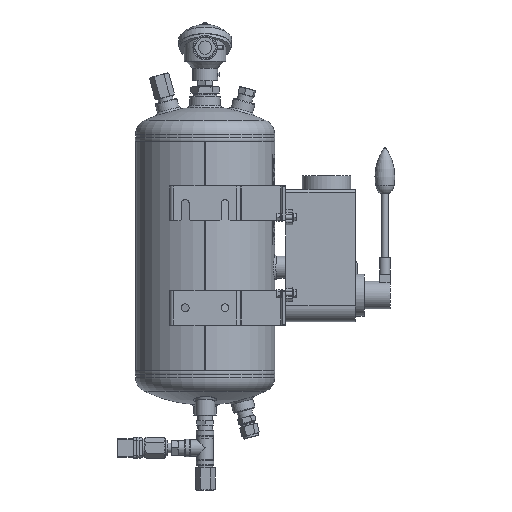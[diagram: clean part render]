
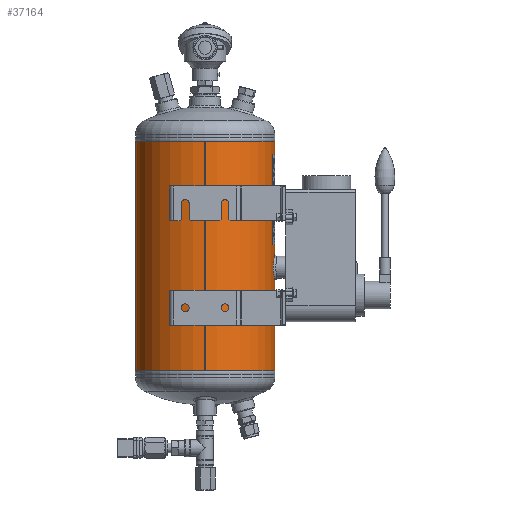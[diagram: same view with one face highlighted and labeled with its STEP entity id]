
A CAD part, left-side view. The second image highlights one B-rep face of the part: STEP entity #37164.
In plain terms, the highlighted cylindrical face has radius 100 mm (diameter 200 mm), a partial arc.
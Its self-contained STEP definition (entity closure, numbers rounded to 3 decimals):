
#2474=LINE('',#59024,#4848);
#2475=LINE('',#59029,#4849);
#2476=LINE('',#59033,#4850);
#2477=LINE('',#59037,#4851);
#4848=VECTOR('',#49607,1000.);
#4849=VECTOR('',#49610,1000.);
#4850=VECTOR('',#49613,1000.);
#4851=VECTOR('',#49616,1000.);
#7222=CIRCLE('',#46119,100.);
#7223=CIRCLE('',#46120,100.);
#7224=CIRCLE('',#46121,100.);
#7225=CIRCLE('',#46122,100.);
#8391=ORIENTED_EDGE('',*,*,#19237,.T.);
#8392=ORIENTED_EDGE('',*,*,#19238,.T.);
#8393=ORIENTED_EDGE('',*,*,#19239,.T.);
#8394=ORIENTED_EDGE('',*,*,#19240,.F.);
#8395=ORIENTED_EDGE('',*,*,#19241,.F.);
#8396=ORIENTED_EDGE('',*,*,#19242,.F.);
#8397=ORIENTED_EDGE('',*,*,#19243,.F.);
#8398=ORIENTED_EDGE('',*,*,#19244,.T.);
#8399=ORIENTED_EDGE('',*,*,#19245,.T.);
#8400=ORIENTED_EDGE('',*,*,#19246,.F.);
#8401=ORIENTED_EDGE('',*,*,#19247,.F.);
#19237=EDGE_CURVE('',#24660,#24660,#28476,.T.);
#19238=EDGE_CURVE('',#24661,#24661,#28477,.T.);
#19239=EDGE_CURVE('',#24662,#24662,#28478,.T.);
#19240=EDGE_CURVE('',#24663,#24664,#2474,.T.);
#19241=EDGE_CURVE('',#24665,#24663,#7222,.T.);
#19242=EDGE_CURVE('',#24666,#24665,#2475,.F.);
#19243=EDGE_CURVE('',#24667,#24666,#7223,.T.);
#19244=EDGE_CURVE('',#24667,#24668,#2476,.T.);
#19245=EDGE_CURVE('',#24668,#24669,#7224,.T.);
#19246=EDGE_CURVE('',#24670,#24669,#2477,.T.);
#19247=EDGE_CURVE('',#24664,#24670,#7225,.T.);
#24660=VERTEX_POINT('',#58999);
#24661=VERTEX_POINT('',#59011);
#24662=VERTEX_POINT('',#59023);
#24663=VERTEX_POINT('',#59025);
#24664=VERTEX_POINT('',#59026);
#24665=VERTEX_POINT('',#59028);
#24666=VERTEX_POINT('',#59030);
#24667=VERTEX_POINT('',#59032);
#24668=VERTEX_POINT('',#59034);
#24669=VERTEX_POINT('',#59036);
#24670=VERTEX_POINT('',#59038);
#28476=B_SPLINE_CURVE_WITH_KNOTS('',3,(#58980,#58981,#58982,#58983,#58984,
#58985,#58986,#58987,#58988,#58989,#58990,#58991,#58992,#58993,#58994,#58995,
#58996,#58997,#58998),.UNSPECIFIED.,.T.,.F.,(1,1,1,1,1,1,1,1,1,1,1,1,1,
1,1,1,1,1,1,1,1,1,1),(-0.018,-0.012,-0.006,
0.,0.006,0.012,0.018,0.023,
0.029,0.035,0.041,0.047,
0.053,0.059,0.065,0.07,
0.076,0.082,0.088,0.094,
0.1,0.106,0.112),.UNSPECIFIED.);
#28477=B_SPLINE_CURVE_WITH_KNOTS('',3,(#59000,#59001,#59002,#59003,#59004,
#59005,#59006,#59007,#59008,#59009,#59010),.UNSPECIFIED.,.T.,.F.,(1,1,1,
1,1,1,1,1,1,1,1,1,1,1,1),(-0.012,-0.008,-0.004,
0.,0.004,0.008,0.012,
0.016,0.02,0.023,0.027,
0.031,0.035,0.039,0.043),
 .UNSPECIFIED.);
#28478=B_SPLINE_CURVE_WITH_KNOTS('',3,(#59012,#59013,#59014,#59015,#59016,
#59017,#59018,#59019,#59020,#59021,#59022),.UNSPECIFIED.,.T.,.F.,(1,1,1,
1,1,1,1,1,1,1,1,1,1,1,1),(-0.012,-0.008,-0.004,
0.,0.004,0.008,0.012,
0.016,0.02,0.023,0.027,
0.031,0.035,0.039,0.043),
 .UNSPECIFIED.);
#30331=EDGE_LOOP('',(#8391));
#30332=EDGE_LOOP('',(#8392));
#30333=EDGE_LOOP('',(#8393));
#30334=EDGE_LOOP('',(#8394,#8395,#8396,#8397,#8398,#8399,#8400,#8401));
#33467=FACE_BOUND('',#30331,.T.);
#33468=FACE_BOUND('',#30332,.T.);
#33469=FACE_BOUND('',#30333,.T.);
#33470=FACE_BOUND('',#30334,.T.);
#36601=CYLINDRICAL_SURFACE('',#46118,100.);
#37164=ADVANCED_FACE('',(#33467,#33468,#33469,#33470),#36601,.T.);
#46118=AXIS2_PLACEMENT_3D('',#58979,#49605,#49606);
#46119=AXIS2_PLACEMENT_3D('',#59027,#49608,#49609);
#46120=AXIS2_PLACEMENT_3D('',#59031,#49611,#49612);
#46121=AXIS2_PLACEMENT_3D('',#59035,#49614,#49615);
#46122=AXIS2_PLACEMENT_3D('',#59039,#49617,#49618);
#49605=DIRECTION('',(0.,-1.,0.));
#49606=DIRECTION('',(0.,0.,-1.));
#49607=DIRECTION('',(0.,-1.,0.));
#49608=DIRECTION('',(0.,1.,0.));
#49609=DIRECTION('',(1.,0.,0.));
#49610=DIRECTION('',(0.,-1.,0.));
#49611=DIRECTION('',(0.,-1.,0.));
#49612=DIRECTION('',(1.,0.,0.));
#49613=DIRECTION('',(0.,-1.,0.));
#49614=DIRECTION('',(0.,1.,0.));
#49615=DIRECTION('',(1.,0.,0.));
#49616=DIRECTION('',(0.,-1.,0.));
#49617=DIRECTION('',(0.,-1.,0.));
#49618=DIRECTION('',(1.,0.,0.));
#58979=CARTESIAN_POINT('',(0.,330.,0.));
#58980=CARTESIAN_POINT('',(-98.994,187.429,14.208));
#58981=CARTESIAN_POINT('',(-98.806,181.503,15.395));
#58982=CARTESIAN_POINT('',(-98.993,175.608,14.214));
#58983=CARTESIAN_POINT('',(-99.436,170.625,10.88));
#58984=CARTESIAN_POINT('',(-99.878,167.295,5.9));
#58985=CARTESIAN_POINT('',(-100.061,166.117,0.009));
#58986=CARTESIAN_POINT('',(-99.879,167.288,-5.887));
#58987=CARTESIAN_POINT('',(-99.437,170.623,-10.879));
#58988=CARTESIAN_POINT('',(-98.992,175.61,-14.215));
#58989=CARTESIAN_POINT('',(-98.807,181.503,-15.391));
#58990=CARTESIAN_POINT('',(-98.992,187.396,-14.219));
#58991=CARTESIAN_POINT('',(-99.435,192.379,-10.892));
#58992=CARTESIAN_POINT('',(-99.877,195.718,-5.914));
#58993=CARTESIAN_POINT('',(-100.061,196.901,-0.013));
#58994=CARTESIAN_POINT('',(-99.878,195.728,5.889));
#58995=CARTESIAN_POINT('',(-99.437,192.395,10.874));
#58996=CARTESIAN_POINT('',(-98.994,187.429,14.208));
#58997=CARTESIAN_POINT('',(-98.806,181.503,15.395));
#58998=CARTESIAN_POINT('',(-98.993,175.608,14.214));
#58999=CARTESIAN_POINT('',(-98.869,181.508,15.));
#59000=CARTESIAN_POINT('',(3.922,158.915,-99.937));
#59001=CARTESIAN_POINT('',(-0.001,160.542,-100.031));
#59002=CARTESIAN_POINT('',(-3.918,158.916,-99.937));
#59003=CARTESIAN_POINT('',(-5.54,155.004,-99.844));
#59004=CARTESIAN_POINT('',(-3.921,151.083,-99.937));
#59005=CARTESIAN_POINT('',(-0.001,149.46,-100.031));
#59006=CARTESIAN_POINT('',(3.913,151.078,-99.938));
#59007=CARTESIAN_POINT('',(5.541,154.994,-99.844));
#59008=CARTESIAN_POINT('',(3.922,158.915,-99.937));
#59009=CARTESIAN_POINT('',(-0.001,160.542,-100.031));
#59010=CARTESIAN_POINT('',(-3.918,158.916,-99.937));
#59011=CARTESIAN_POINT('',(0.,160.,-100.));
#59012=CARTESIAN_POINT('',(3.922,48.915,-99.937));
#59013=CARTESIAN_POINT('',(-0.001,50.542,-100.031));
#59014=CARTESIAN_POINT('',(-3.918,48.916,-99.937));
#59015=CARTESIAN_POINT('',(-5.54,45.004,-99.844));
#59016=CARTESIAN_POINT('',(-3.921,41.083,-99.937));
#59017=CARTESIAN_POINT('',(-0.001,39.46,-100.031));
#59018=CARTESIAN_POINT('',(3.913,41.078,-99.938));
#59019=CARTESIAN_POINT('',(5.541,44.994,-99.844));
#59020=CARTESIAN_POINT('',(3.922,48.915,-99.937));
#59021=CARTESIAN_POINT('',(-0.001,50.542,-100.031));
#59022=CARTESIAN_POINT('',(-3.918,48.916,-99.937));
#59023=CARTESIAN_POINT('',(0.,50.,-100.));
#59024=CARTESIAN_POINT('',(-0.241,165.,100.));
#59025=CARTESIAN_POINT('',(-0.241,330.,100.));
#59026=CARTESIAN_POINT('',(-0.241,265.,100.));
#59027=CARTESIAN_POINT('',(0.,330.,0.));
#59028=CARTESIAN_POINT('',(0.241,330.,100.));
#59029=CARTESIAN_POINT('',(0.241,165.,100.));
#59030=CARTESIAN_POINT('',(0.241,265.,100.));
#59031=CARTESIAN_POINT('',(0.,265.,0.));
#59032=CARTESIAN_POINT('',(0.254,265.,100.));
#59033=CARTESIAN_POINT('',(0.254,265.,100.));
#59034=CARTESIAN_POINT('',(0.254,0.,100.));
#59035=CARTESIAN_POINT('',(0.,0.,0.));
#59036=CARTESIAN_POINT('',(-0.254,0.,100.));
#59037=CARTESIAN_POINT('',(-0.254,265.,100.));
#59038=CARTESIAN_POINT('',(-0.254,265.,100.));
#59039=CARTESIAN_POINT('',(0.,265.,0.));
